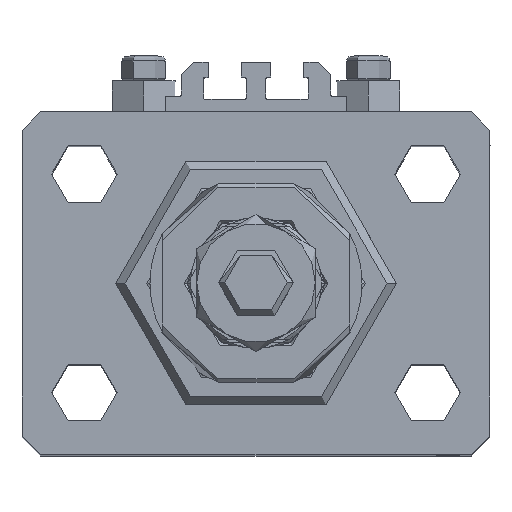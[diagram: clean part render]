
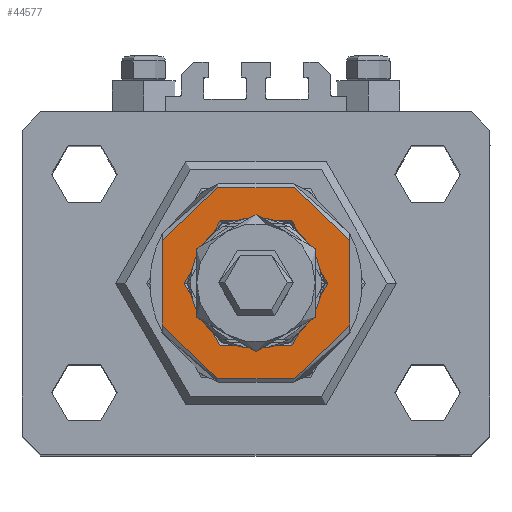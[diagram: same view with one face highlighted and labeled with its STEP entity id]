
A CAD part, top view. The second image highlights one B-rep face of the part: STEP entity #44577.
In plain terms, the highlighted face is planar.
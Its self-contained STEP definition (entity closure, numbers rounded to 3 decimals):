
#140 = DIRECTION ( 'NONE',  ( 0., -1., 0. ) ) ;
#2014 = CIRCLE ( 'NONE', #29649, 11.5 ) ;
#2871 = CARTESIAN_POINT ( 'NONE',  ( 15., -42.426, -8. ) ) ;
#3371 = DIRECTION ( 'NONE',  ( -1., 0., 0. ) ) ;
#3646 = CARTESIAN_POINT ( 'NONE',  ( 0., 0., -8. ) ) ;
#3665 = ORIENTED_EDGE ( 'NONE', *, *, #24169, .F. ) ;
#5652 = ORIENTED_EDGE ( 'NONE', *, *, #19773, .T. ) ;
#5966 = CARTESIAN_POINT ( 'NONE',  ( 15., 6.874, -8. ) ) ;
#7075 = LINE ( 'NONE', #2871, #20776 ) ;
#7451 = AXIS2_PLACEMENT_3D ( 'NONE', #37358, #26709, #19554 ) ;
#8162 = EDGE_CURVE ( 'NONE', #48173, #42895, #46056, .T. ) ;
#9004 = VERTEX_POINT ( 'NONE', #42189 ) ;
#11768 = CARTESIAN_POINT ( 'NONE',  ( -15., -42.426, -8. ) ) ;
#13383 = CARTESIAN_POINT ( 'NONE',  ( 11.5, 0., -8. ) ) ;
#15707 = EDGE_LOOP ( 'NONE', ( #29840, #27862 ) ) ;
#15828 = FACE_BOUND ( 'NONE', #15707, .T. ) ;
#17952 = DIRECTION ( 'NONE',  ( 0., -1., 0. ) ) ;
#18442 = VECTOR ( 'NONE', #140, 1000. ) ;
#18588 = PLANE ( 'NONE',  #7451 ) ;
#19554 = DIRECTION ( 'NONE',  ( -1., 0., 0. ) ) ;
#19773 = EDGE_CURVE ( 'NONE', #9004, #29696, #23169, .T. ) ;
#20618 = VERTEX_POINT ( 'NONE', #21908 ) ;
#20699 = AXIS2_PLACEMENT_3D ( 'NONE', #38161, #27525, #27026 ) ;
#20776 = VECTOR ( 'NONE', #17952, 1000. ) ;
#21908 = CARTESIAN_POINT ( 'NONE',  ( -11.5, 0., -8. ) ) ;
#22169 = CARTESIAN_POINT ( 'NONE',  ( 0., 0., -8. ) ) ;
#22598 = ORIENTED_EDGE ( 'NONE', *, *, #8162, .T. ) ;
#22827 = CARTESIAN_POINT ( 'NONE',  ( 15., -6.874, -8. ) ) ;
#23169 = CIRCLE ( 'NONE', #44494, 16.5 ) ;
#23602 = VERTEX_POINT ( 'NONE', #13383 ) ;
#24169 = EDGE_CURVE ( 'NONE', #9004, #42895, #25196, .T. ) ;
#25196 = LINE ( 'NONE', #11768, #18442 ) ;
#26709 = DIRECTION ( 'NONE',  ( 0., 0., -1. ) ) ;
#27026 = DIRECTION ( 'NONE',  ( -1., 0., 0. ) ) ;
#27293 = DIRECTION ( 'NONE',  ( 0., 0., -1. ) ) ;
#27525 = DIRECTION ( 'NONE',  ( 0., 0., 1. ) ) ;
#27862 = ORIENTED_EDGE ( 'NONE', *, *, #28213, .T. ) ;
#28213 = EDGE_CURVE ( 'NONE', #23602, #20618, #2014, .T. ) ;
#29649 = AXIS2_PLACEMENT_3D ( 'NONE', #22169, #37231, #3371 ) ;
#29696 = VERTEX_POINT ( 'NONE', #5966 ) ;
#29840 = ORIENTED_EDGE ( 'NONE', *, *, #34630, .T. ) ;
#30670 = FACE_OUTER_BOUND ( 'NONE', #46078, .T. ) ;
#33771 = CARTESIAN_POINT ( 'NONE',  ( -15., -6.874, -8. ) ) ;
#33805 = DIRECTION ( 'NONE',  ( 0., 0., -1. ) ) ;
#34530 = DIRECTION ( 'NONE',  ( -1., 0., 0. ) ) ;
#34630 = EDGE_CURVE ( 'NONE', #20618, #23602, #46746, .T. ) ;
#37231 = DIRECTION ( 'NONE',  ( 0., 0., 1. ) ) ;
#37358 = CARTESIAN_POINT ( 'NONE',  ( 0., 0., -8. ) ) ;
#37518 = EDGE_CURVE ( 'NONE', #29696, #48173, #7075, .T. ) ;
#38161 = CARTESIAN_POINT ( 'NONE',  ( 0., 0., -8. ) ) ;
#42189 = CARTESIAN_POINT ( 'NONE',  ( -15., 6.874, -8. ) ) ;
#42613 = CARTESIAN_POINT ( 'NONE',  ( 0., 0., -8. ) ) ;
#42895 = VERTEX_POINT ( 'NONE', #33771 ) ;
#44494 = AXIS2_PLACEMENT_3D ( 'NONE', #42613, #27293, #45843 ) ;
#44577 = ADVANCED_FACE ( 'NONE', ( #15828, #30670 ), #18588, .T. ) ;
#45843 = DIRECTION ( 'NONE',  ( -1., 0., 0. ) ) ;
#46056 = CIRCLE ( 'NONE', #47646, 16.5 ) ;
#46078 = EDGE_LOOP ( 'NONE', ( #5652, #47394, #22598, #3665 ) ) ;
#46746 = CIRCLE ( 'NONE', #20699, 11.5 ) ;
#47394 = ORIENTED_EDGE ( 'NONE', *, *, #37518, .T. ) ;
#47646 = AXIS2_PLACEMENT_3D ( 'NONE', #3646, #33805, #34530 ) ;
#48173 = VERTEX_POINT ( 'NONE', #22827 ) ;
